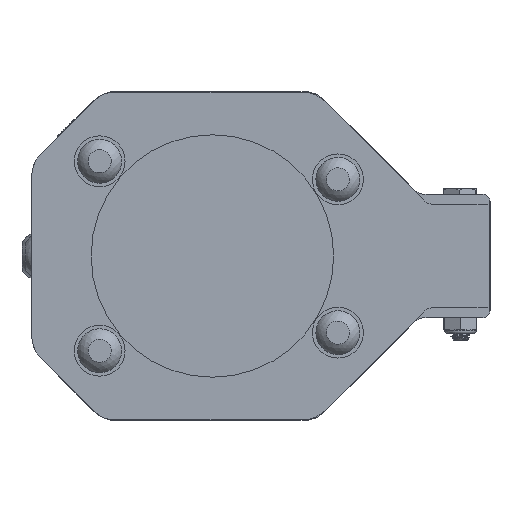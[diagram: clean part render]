
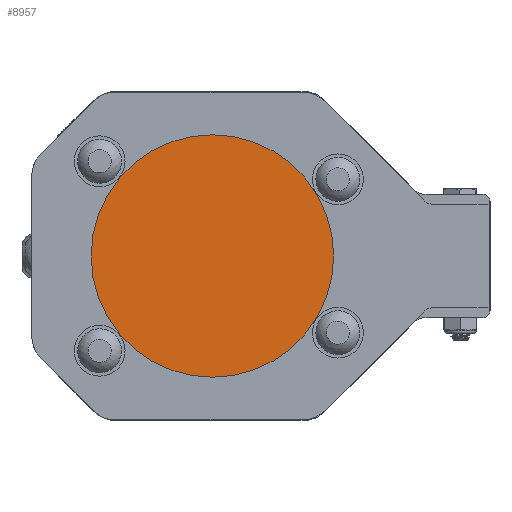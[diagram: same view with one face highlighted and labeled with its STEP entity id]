
A CAD part, left-side view. The second image highlights one B-rep face of the part: STEP entity #8957.
In plain terms, the highlighted planar face has unit normal (-1, 0, 0).
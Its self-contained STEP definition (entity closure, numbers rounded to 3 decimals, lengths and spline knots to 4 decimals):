
#1630=PLANE('',#9930);
#2402=FACE_OUTER_BOUND('',#3166,.T.);
#3166=EDGE_LOOP('',(#7307));
#3929=CIRCLE('',#9928,1.0325);
#4621=VERTEX_POINT('',#33143);
#5598=EDGE_CURVE('',#4621,#4621,#3929,.T.);
#7307=ORIENTED_EDGE('',*,*,#5598,.T.);
#8957=ADVANCED_FACE('',(#2402),#1630,.F.);
#9928=AXIS2_PLACEMENT_3D('',#33144,#11952,#11953);
#9930=AXIS2_PLACEMENT_3D('',#33147,#11956,#11957);
#11952=DIRECTION('center_axis',(-1.,0.,0.));
#11953=DIRECTION('ref_axis',(0.,0.,
-1.));
#11956=DIRECTION('center_axis',(1.,0.,0.));
#11957=DIRECTION('ref_axis',(0.,0.,-1.));
#33143=CARTESIAN_POINT('',(-3.5591,1.053,1.7669));
#33144=CARTESIAN_POINT('Origin',(-3.5591,1.053,0.7344));
#33147=CARTESIAN_POINT('Origin',(-3.5591,1.053,0.7344));
